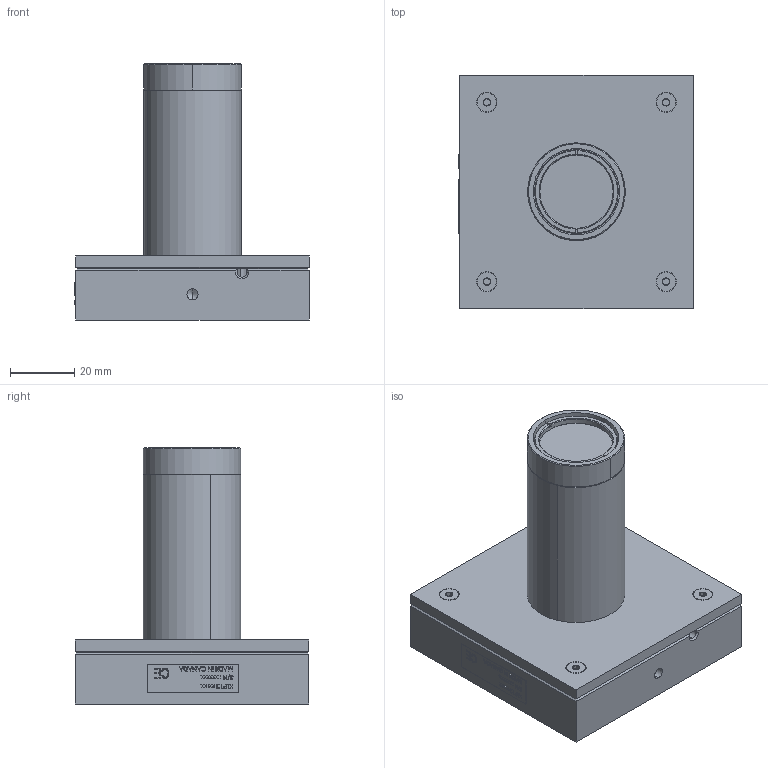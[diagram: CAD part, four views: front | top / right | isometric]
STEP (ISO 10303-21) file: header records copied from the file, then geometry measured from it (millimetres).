
FILE_DESCRIPTION (( 'STEP AP203' ), '1' );
FILE_NAME ('SK-9666 XLPF-3S-H2.STEP', '2017-07-21T18:14:59', ( '' ), ( '' ), 'SwSTEP 2.0', 'SolidWorks 2016', '' );
FILE_SCHEMA (( 'CONFIG_CONTROL_DESIGN' ));
Products named in the file (1): SK-9666 XLPF-3S-H2
Bounding box: 73.3 x 73 x 79.98 mm (x, y, z)
Surface area: 40029.8 mm2 (no closed solid volume)
Topology: 0 solids, 10 shells, 972 faces, 2583 edges, 1678 vertices
Faces by surface type: plane 453, cylinder 342, cone 103, bspline 74
Entity records: 39610 total; most frequent: CARTESIAN_POINT 17438, ORIENTED_EDGE 5142, DIRECTION 3904, EDGE_CURVE 2573, VERTEX_POINT 1678, LINE 1530, VECTOR 1530, AXIS2_PLACEMENT_3D 1187
